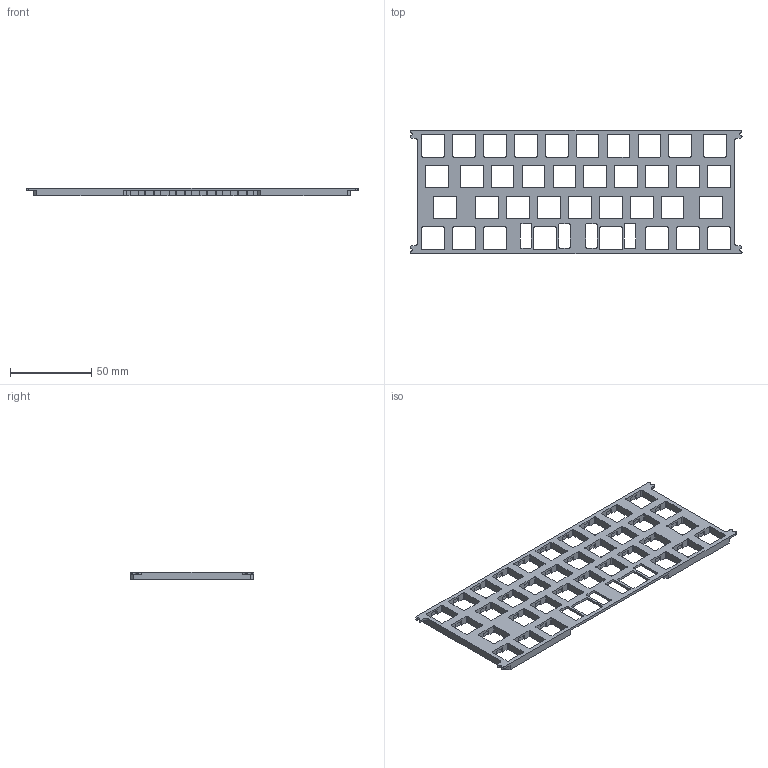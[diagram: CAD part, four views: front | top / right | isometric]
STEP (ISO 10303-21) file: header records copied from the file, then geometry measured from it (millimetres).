
FILE_DESCRIPTION(/* description */ (''),/* implementation_level */ '2;1');
FILE_NAME(/* name */ 'ThiccQullPlateSplitSpace.step',/* time_stamp */ '2024-02-14T17:14:36-05:00',/* author */ (''),/* organization */ (''),/* preprocessor_version */ 'ST-DEVELOPER v20',/* originating_system */ 'Autodesk Translation Framework v12.14.0.127',/* authorisation */ '');
FILE_SCHEMA (('AUTOMOTIVE_DESIGN { 1 0 10303 214 3 1 1 }'));
Length unit declared in the file: millimetre
Products named in the file (1): ThiccQullPlateSplit
Bounding box: 204.7 x 76.2 x 4.75 mm (x, y, z)
Volume: 30255.3 mm3; surface area: 26975.1 mm2
Topology: 1 solids, 1 shells, 641 faces, 1932 edges, 1288 vertices
Faces by surface type: plane 453, cylinder 188
Entity records: 21799 total; most frequent: ORIENTED_EDGE 3864, CARTESIAN_POINT 3862, DIRECTION 3592, EDGE_CURVE 1932, LINE 1556, VECTOR 1556, VERTEX_POINT 1288, AXIS2_PLACEMENT_3D 1018
